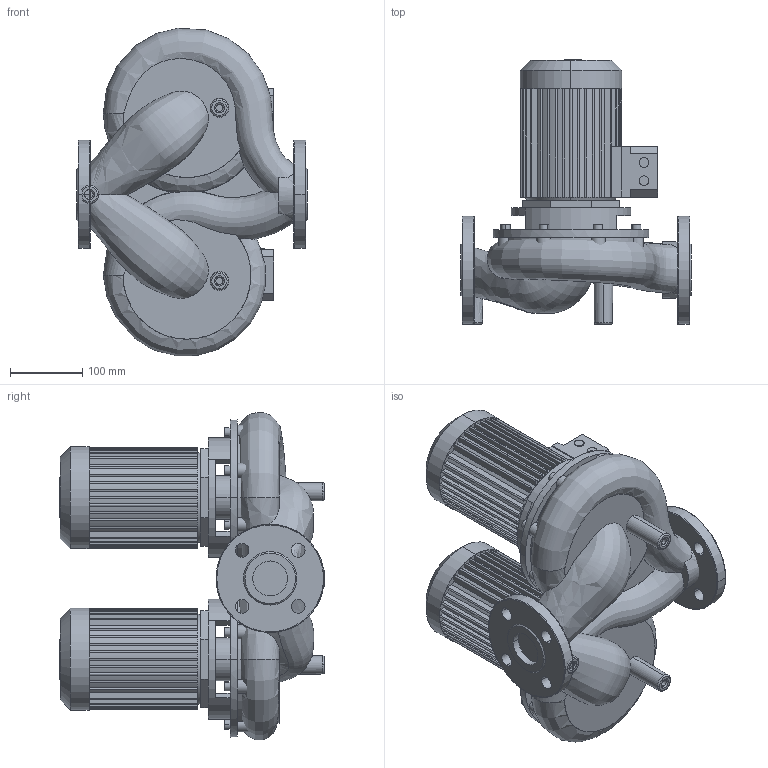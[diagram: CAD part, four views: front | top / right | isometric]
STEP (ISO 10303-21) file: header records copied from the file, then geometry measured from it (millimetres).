
FILE_DESCRIPTION((''),'2;1');
FILE_NAME('3d_DPL40_130-0_25_4-2089620.stp','2016-08-24T10:57:50',(''),(''),'Mechanical Desktop 2009','Mechanical Desktop 2009',', , ');
FILE_SCHEMA(('CONFIG_CONTROL_DESIGN'));
Length unit declared in the file: millimetre
Products named in the file (1): Product
Bounding box: 320 x 366.69 x 453.94 mm (x, y, z)
Volume: 16476683.2 mm3; surface area: 1151102.3 mm2
Topology: 17 solids, 17 shells, 905 faces, 2313 edges, 1491 vertices
Faces by surface type: plane 438, bspline 233, cylinder 220, cone 10, torus 4
Entity records: 43958 total; most frequent: CARTESIAN_POINT 22304, ORIENTED_EDGE 4618, DIRECTION 4280, EDGE_CURVE 2309, VERTEX_POINT 1489, AXIS2_PLACEMENT_3D 1460, VECTOR 1360, LINE 1360
